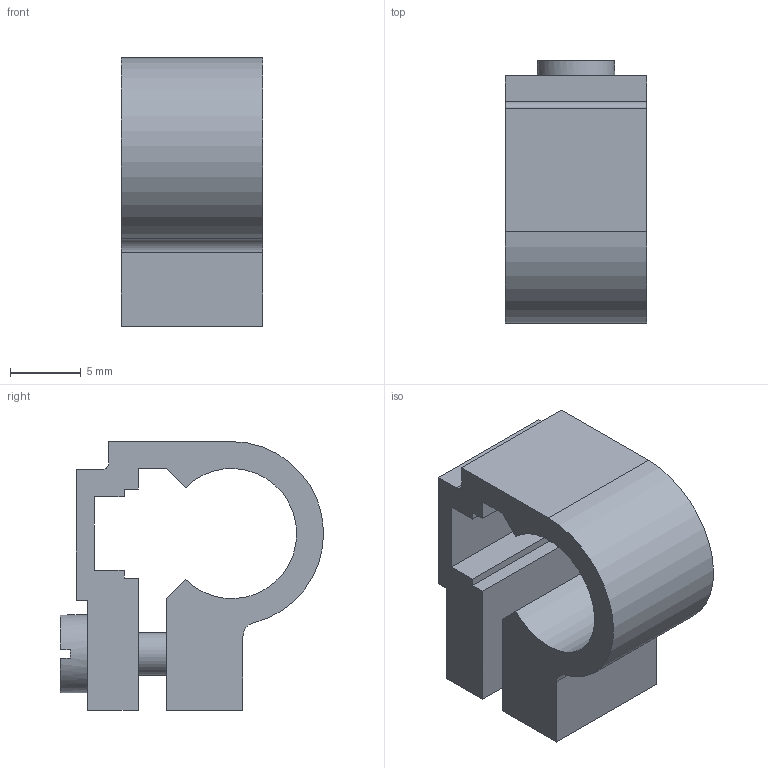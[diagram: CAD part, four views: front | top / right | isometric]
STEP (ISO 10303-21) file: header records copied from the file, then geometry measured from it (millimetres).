
FILE_DESCRIPTION( ( 'STEP AP214' ), '1' );
FILE_NAME( '1280.8.FS.stp', '2020-06-18T13:52:16', ( 'License CC BY-ND 4.0' ), ( 'CADENAS' ), ' ', 'PARTsolutions', ' ' );
FILE_SCHEMA( ( 'AUTOMOTIVE_DESIGN { 1 0 10303 214 1 1 1 1 }' ) );
Length unit declared in the file: millimetre
Products named in the file (1): _1280.8.FS
Bounding box: 10 x 18.6 x 19 mm (x, y, z)
Volume: 1528.7 mm3; surface area: 1576.1 mm2
Topology: 1 solids, 1 shells, 35 faces, 96 edges, 64 vertices
Faces by surface type: plane 29, cylinder 6
Full cylindrical faces by diameter (mm): 3 x1, 5.5 x1
Entity records: 1386 total; most frequent: CARTESIAN_POINT 192, ORIENTED_EDGE 186, DIRECTION 180, EDGE_CURVE 93, LINE 78, VECTOR 78, VERTEX_POINT 63, AXIS2_PLACEMENT_3D 51
